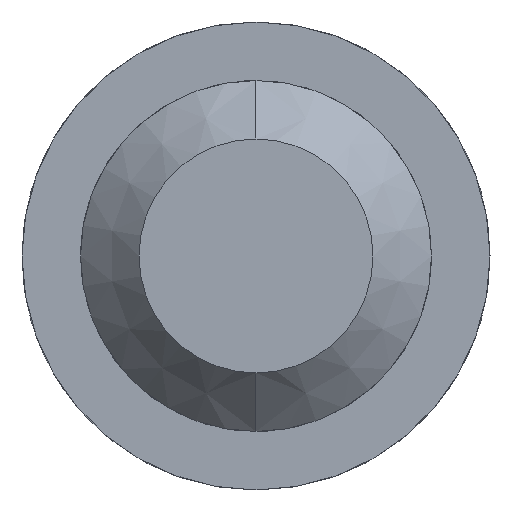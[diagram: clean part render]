
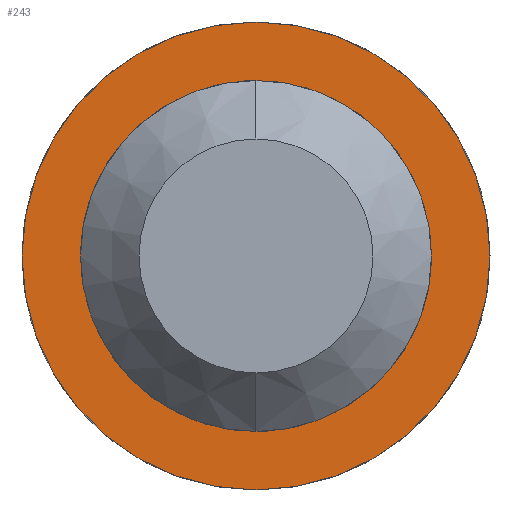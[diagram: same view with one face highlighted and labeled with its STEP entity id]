
A CAD part, left-side view. The second image highlights one B-rep face of the part: STEP entity #243.
In plain terms, the highlighted planar face has unit normal (-1, 0, 0).
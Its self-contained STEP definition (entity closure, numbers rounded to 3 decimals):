
#8 = VERTEX_POINT ( 'NONE', #138 ) ;
#22 = VERTEX_POINT ( 'NONE', #87 ) ;
#24 = EDGE_CURVE ( 'NONE', #172, #22, #111, .T. ) ;
#38 = EDGE_CURVE ( 'NONE', #8, #40, #462, .T. ) ;
#40 = VERTEX_POINT ( 'NONE', #468 ) ;
#73 = AXIS2_PLACEMENT_3D ( 'NONE', #108, #107, #106 ) ;
#87 = CARTESIAN_POINT ( 'NONE',  ( -3.362, -1.2, 2. ) ) ;
#106 = DIRECTION ( 'NONE',  ( 0., 0., 1. ) ) ;
#107 = DIRECTION ( 'NONE',  ( 1., 0., 0. ) ) ;
#108 = CARTESIAN_POINT ( 'NONE',  ( -3.362, -1.2, 0. ) ) ;
#111 = CIRCLE ( 'NONE', #73, 2. ) ;
#138 = CARTESIAN_POINT ( 'NONE',  ( -3.362, 0.3, 0. ) ) ;
#172 = VERTEX_POINT ( 'NONE', #323 ) ;
#196 = EDGE_LOOP ( 'NONE', ( #244, #221 ) ) ;
#221 = ORIENTED_EDGE ( 'NONE', *, *, #223, .F. ) ;
#223 = EDGE_CURVE ( 'NONE', #40, #8, #515, .T. ) ;
#243 = ADVANCED_FACE ( 'NONE', ( #623, #652 ), #485, .F. ) ;
#244 = ORIENTED_EDGE ( 'NONE', *, *, #38, .F. ) ;
#245 = EDGE_LOOP ( 'NONE', ( #248, #247 ) ) ;
#246 = EDGE_CURVE ( 'NONE', #22, #172, #518, .T. ) ;
#247 = ORIENTED_EDGE ( 'NONE', *, *, #24, .F. ) ;
#248 = ORIENTED_EDGE ( 'NONE', *, *, #246, .F. ) ;
#323 = CARTESIAN_POINT ( 'NONE',  ( -3.362, -1.2, -2. ) ) ;
#457 = CARTESIAN_POINT ( 'NONE',  ( -3.362, -2.7, 0. ) ) ;
#458 = CARTESIAN_POINT ( 'NONE',  ( -3.362, -2.7, -3. ) ) ;
#459 = CARTESIAN_POINT ( 'NONE',  ( -3.362, 0.3, -3. ) ) ;
#460 = CARTESIAN_POINT ( 'NONE',  ( -3.362, 0.3, 0. ) ) ;
#462 =( BOUNDED_CURVE ( )  B_SPLINE_CURVE ( 3, ( #460, #459, #458, #457 ),
 .UNSPECIFIED., .F., .T. ) 
 B_SPLINE_CURVE_WITH_KNOTS ( ( 4, 4 ),
 ( 0., 1. ),
 .UNSPECIFIED. ) 
 CURVE ( )  GEOMETRIC_REPRESENTATION_ITEM ( )  RATIONAL_B_SPLINE_CURVE ( ( 1., 0.333, 0.333, 1. ) ) 
 REPRESENTATION_ITEM ( '' )  );
#468 = CARTESIAN_POINT ( 'NONE',  ( -3.362, -2.7, 0. ) ) ;
#485 = PLANE ( 'NONE',  #488 ) ;
#488 = AXIS2_PLACEMENT_3D ( 'NONE', #653, #599, #598 ) ;
#493 = CARTESIAN_POINT ( 'NONE',  ( -3.362, 0.3, 0. ) ) ;
#494 = CARTESIAN_POINT ( 'NONE',  ( -3.362, 0.3, 3. ) ) ;
#515 =( BOUNDED_CURVE ( )  B_SPLINE_CURVE ( 3, ( #542, #541, #494, #493 ),
 .UNSPECIFIED., .F., .T. ) 
 B_SPLINE_CURVE_WITH_KNOTS ( ( 4, 4 ),
 ( 0., 1. ),
 .UNSPECIFIED. ) 
 CURVE ( )  GEOMETRIC_REPRESENTATION_ITEM ( )  RATIONAL_B_SPLINE_CURVE ( ( 1., 0.333, 0.333, 1. ) ) 
 REPRESENTATION_ITEM ( '' )  );
#518 = CIRCLE ( 'NONE', #650, 2. ) ;
#541 = CARTESIAN_POINT ( 'NONE',  ( -3.362, -2.7, 3. ) ) ;
#542 = CARTESIAN_POINT ( 'NONE',  ( -3.362, -2.7, 0. ) ) ;
#594 = DIRECTION ( 'NONE',  ( 0., 0., 1. ) ) ;
#595 = DIRECTION ( 'NONE',  ( 1., 0., 0. ) ) ;
#596 = CARTESIAN_POINT ( 'NONE',  ( -3.362, -1.2, 0. ) ) ;
#598 = DIRECTION ( 'NONE',  ( 0., 0., -1. ) ) ;
#599 = DIRECTION ( 'NONE',  ( 1., 0., 0. ) ) ;
#623 = FACE_BOUND ( 'NONE', #196, .T. ) ;
#650 = AXIS2_PLACEMENT_3D ( 'NONE', #596, #595, #594 ) ;
#652 = FACE_OUTER_BOUND ( 'NONE', #245, .T. ) ;
#653 = CARTESIAN_POINT ( 'NONE',  ( -3.362, -1.2, 0. ) ) ;
